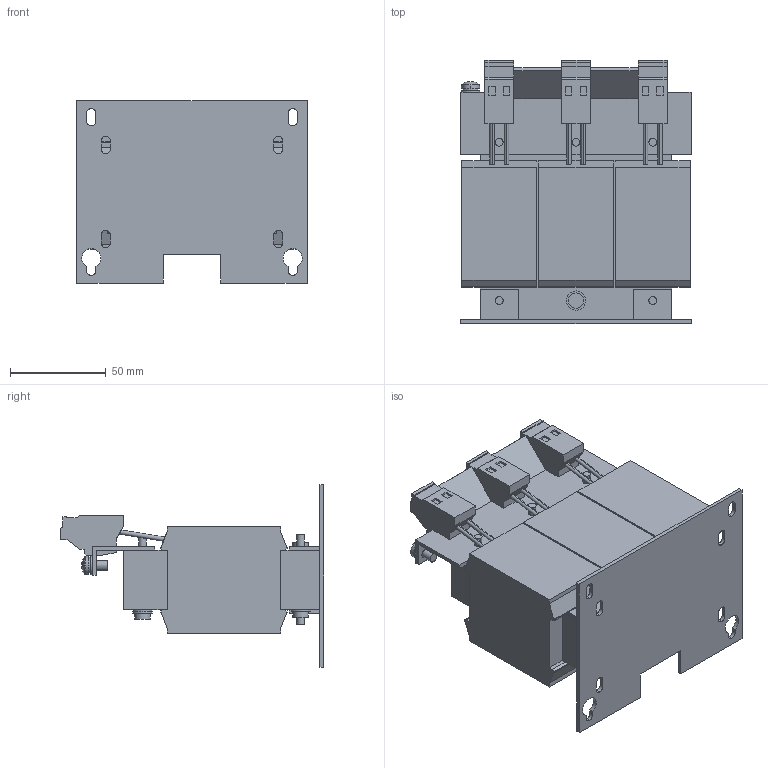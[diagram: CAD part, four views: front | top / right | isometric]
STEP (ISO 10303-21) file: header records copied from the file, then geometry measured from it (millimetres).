
FILE_DESCRIPTION (( 'STEP AP214' ), '1' );
FILE_NAME ('933368.STEP', '2024-08-29T12:45:00', ( '' ), ( '' ), 'SwSTEP 2.0', 'SolidWorks 2022', '' );
FILE_SCHEMA (( 'AUTOMOTIVE_DESIGN' ));
Length unit declared in the file: millimetre
Products named in the file (1): 933368
Bounding box: 120 x 137.3 x 95 mm (x, y, z)
Volume: 593499.8 mm3; surface area: 86822.4 mm2
Topology: 1 solids, 1 shells, 640 faces, 1676 edges, 1105 vertices
Faces by surface type: plane 466, cylinder 164, cone 6, torus 2, sphere 2
Entity records: 19640 total; most frequent: CARTESIAN_POINT 3516, ORIENTED_EDGE 3348, DIRECTION 3268, EDGE_CURVE 1674, LINE 1298, VECTOR 1298, VERTEX_POINT 1105, AXIS2_PLACEMENT_3D 985
